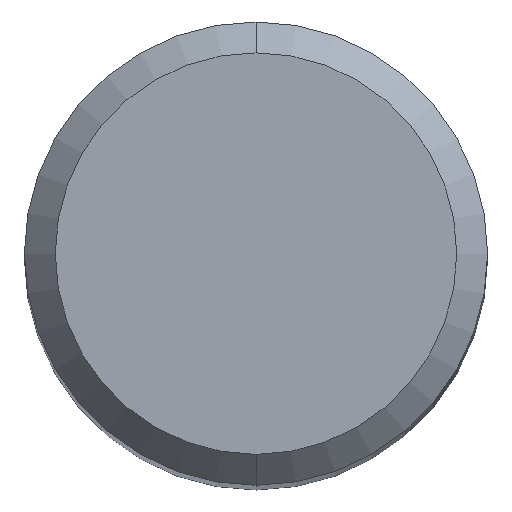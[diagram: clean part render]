
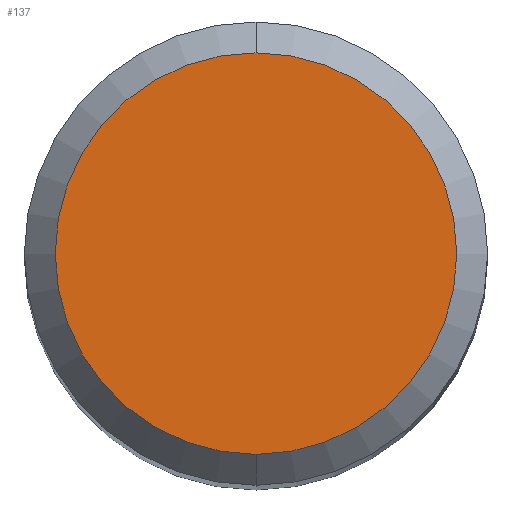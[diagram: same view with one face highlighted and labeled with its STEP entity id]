
A CAD part, top view. The second image highlights one B-rep face of the part: STEP entity #137.
In plain terms, the highlighted planar face has unit normal (0, 0, 1).
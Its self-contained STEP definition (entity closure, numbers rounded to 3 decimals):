
#103=EDGE_CURVE('',#113,#141,#255,.T.);
#113=VERTEX_POINT('',#266);
#137=ADVANCED_FACE('',(#290),#291,.T.);
#141=VERTEX_POINT('',#295);
#223=EDGE_CURVE('',#141,#113,#391,.T.);
#255=CIRCLE('',#418,2.6);
#266=CARTESIAN_POINT('',(0.0,2.6,0.0));
#290=FACE_OUTER_BOUND('',#460,.T.);
#291=PLANE('',#461);
#295=CARTESIAN_POINT('',(0.,-2.6,0.0));
#391=CIRCLE('',#590,2.6);
#418=AXIS2_PLACEMENT_3D('',#608,#609,#610);
#460=EDGE_LOOP('',(#635,#636));
#461=AXIS2_PLACEMENT_3D('',#637,#638,#639);
#590=AXIS2_PLACEMENT_3D('',#786,#787,#788);
#608=CARTESIAN_POINT('',(0.0,0.0,0.0));
#609=DIRECTION('',(0.0,0.0,-1.0));
#610=DIRECTION('',(0.0,1.0,0.0));
#635=ORIENTED_EDGE('',*,*,#103,.F.);
#636=ORIENTED_EDGE('',*,*,#223,.F.);
#637=CARTESIAN_POINT('',(0.0,1.3,0.0));
#638=DIRECTION('',(-0.0,0.0,1.0));
#639=DIRECTION('',(0.0,-1.0,0.0));
#786=CARTESIAN_POINT('',(0.0,0.0,0.0));
#787=DIRECTION('',(0.0,0.0,-1.0));
#788=DIRECTION('',(0.0,1.0,0.0));
